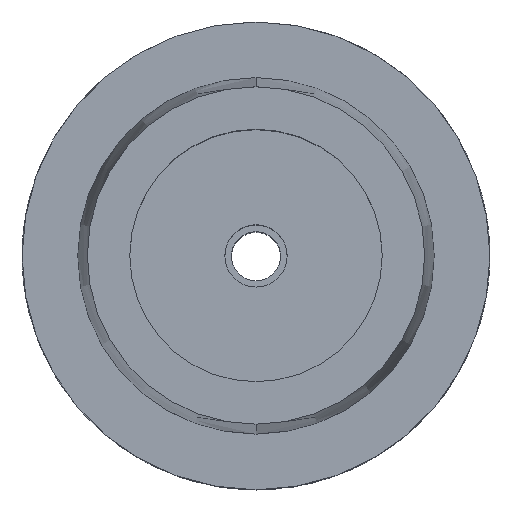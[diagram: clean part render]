
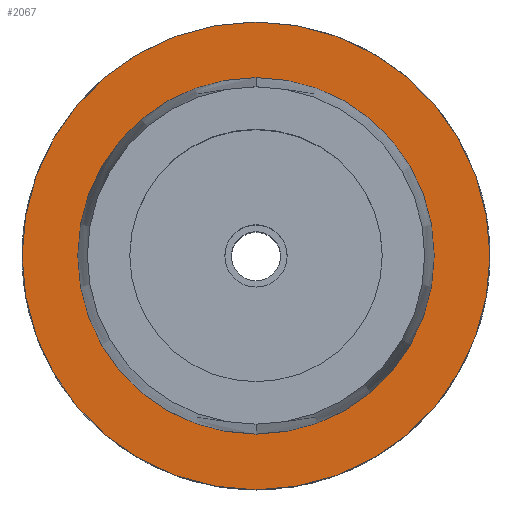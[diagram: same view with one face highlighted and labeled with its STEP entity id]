
A CAD part, top view. The second image highlights one B-rep face of the part: STEP entity #2067.
In plain terms, the highlighted planar face has unit normal (0, 0, 1).
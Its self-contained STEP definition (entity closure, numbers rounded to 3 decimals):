
#501=CARTESIAN_POINT('',(0.,0.,0.));
#502=DIRECTION('',(0.,0.,-1.));
#503=DIRECTION('',(0.,1.,0.));
#504=AXIS2_PLACEMENT_3D('',#501,#502,#503);
#523=CARTESIAN_POINT('',(0.,0.,0.));
#524=DIRECTION('',(0.,0.,1.));
#525=DIRECTION('',(0.,1.,0.));
#526=AXIS2_PLACEMENT_3D('',#523,#524,#525);
#531=CARTESIAN_POINT('',(0.,0.,0.));
#532=DIRECTION('',(0.,0.,-1.));
#533=DIRECTION('',(0.,1.,0.));
#534=AXIS2_PLACEMENT_3D('',#531,#532,#533);
#539=CARTESIAN_POINT('',(0.,0.,0.));
#540=DIRECTION('',(0.,0.,1.));
#541=DIRECTION('',(0.,1.,0.));
#542=AXIS2_PLACEMENT_3D('',#539,#540,#541);
#1369=CARTESIAN_POINT('',(0.,31.5,0.));
#1371=VERTEX_POINT('',#1369);
#1372=CARTESIAN_POINT('',(0.,24.005,0.));
#1374=VERTEX_POINT('',#1372);
#1377=CARTESIAN_POINT('',(0.,-31.5,0.));
#1379=VERTEX_POINT('',#1377);
#1380=CARTESIAN_POINT('',(0.,-24.005,0.));
#1382=VERTEX_POINT('',#1380);
#2052=CARTESIAN_POINT('',(0.,0.,0.));
#2053=DIRECTION('',(0.,0.,-1.));
#2054=DIRECTION('',(0.,-1.,0.));
#2055=AXIS2_PLACEMENT_3D('',#2052,#2053,#2054);
#2056=PLANE('',#2055);
#2058=ORIENTED_EDGE('',*,*,#2057,.T.);
#2060=ORIENTED_EDGE('',*,*,#2059,.F.);
#2061=EDGE_LOOP('',(#2058,#2060));
#2062=FACE_OUTER_BOUND('',#2061,.F.);
#2063=ORIENTED_EDGE('',*,*,#2047,.T.);
#2064=ORIENTED_EDGE('',*,*,#2031,.F.);
#2065=EDGE_LOOP('',(#2063,#2064));
#2066=FACE_BOUND('',#2065,.F.);
#505=CIRCLE('',#504,24.005);
#527=CIRCLE('',#526,24.005);
#535=CIRCLE('',#534,31.5);
#543=CIRCLE('',#542,31.5);
#2031=EDGE_CURVE('',#1374,#1382,#505,.T.);
#2047=EDGE_CURVE('',#1374,#1382,#527,.T.);
#2057=EDGE_CURVE('',#1371,#1379,#535,.T.);
#2059=EDGE_CURVE('',#1371,#1379,#543,.T.);
#2067=ADVANCED_FACE('',(#2062,#2066),#2056,.F.);
